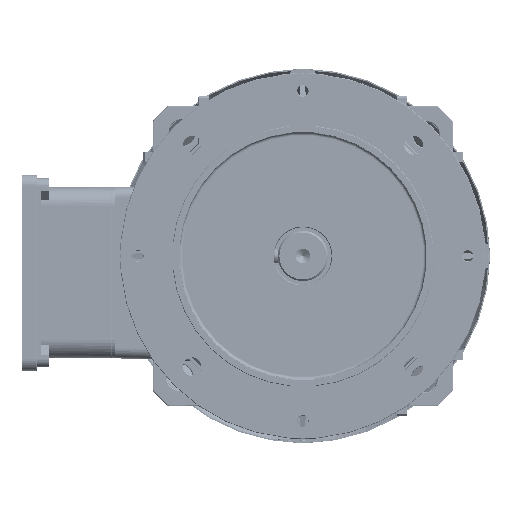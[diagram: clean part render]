
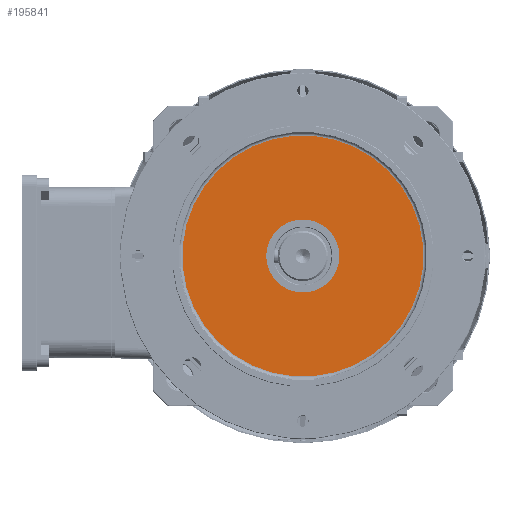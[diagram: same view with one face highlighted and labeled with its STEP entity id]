
A CAD part, left-side view. The second image highlights one B-rep face of the part: STEP entity #195841.
In plain terms, the highlighted face is planar.
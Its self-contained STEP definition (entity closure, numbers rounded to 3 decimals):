
#2934 = DIRECTION ( 'NONE',  ( 0., 0., -1. ) ) ;
#36039 = DIRECTION ( 'NONE',  ( 0., 0., -1. ) ) ;
#50695 = AXIS2_PLACEMENT_3D ( 'NONE', #204981, #75535, #36039 ) ;
#51603 = CARTESIAN_POINT ( 'NONE',  ( -13.5, 0., -115.5 ) ) ;
#53710 = EDGE_CURVE ( 'NONE', #69749, #67046, #177537, .T. ) ;
#54708 = DIRECTION ( 'NONE',  ( 1., 0., 0. ) ) ;
#64998 = FACE_OUTER_BOUND ( 'NONE', #77938, .T. ) ;
#65313 = EDGE_CURVE ( 'NONE', #67046, #69749, #157045, .T. ) ;
#67046 = VERTEX_POINT ( 'NONE', #51603 ) ;
#69314 = CARTESIAN_POINT ( 'NONE',  ( -13.5, 0., 0. ) ) ;
#69749 = VERTEX_POINT ( 'NONE', #120835 ) ;
#75535 = DIRECTION ( 'NONE',  ( 1., 0., 0. ) ) ;
#76365 = ORIENTED_EDGE ( 'NONE', *, *, #188367, .F. ) ;
#77056 = DIRECTION ( 'NONE',  ( 1., 0., 0. ) ) ;
#77938 = EDGE_LOOP ( 'NONE', ( #197528, #81703 ) ) ;
#81703 = ORIENTED_EDGE ( 'NONE', *, *, #53710, .T. ) ;
#92958 = CARTESIAN_POINT ( 'NONE',  ( -13.5, 0., 0. ) ) ;
#100422 = CARTESIAN_POINT ( 'NONE',  ( -13.5, 0., 0. ) ) ;
#102017 = FACE_BOUND ( 'NONE', #147999, .T. ) ;
#102245 = AXIS2_PLACEMENT_3D ( 'NONE', #69314, #218440, #124801 ) ;
#109705 = AXIS2_PLACEMENT_3D ( 'NONE', #92958, #54708, #168153 ) ;
#120835 = CARTESIAN_POINT ( 'NONE',  ( -13.5, 0., 115.5 ) ) ;
#124801 = DIRECTION ( 'NONE',  ( 0., 0., -1. ) ) ;
#133195 = CARTESIAN_POINT ( 'NONE',  ( -13.5, 0., 35. ) ) ;
#134309 = VERTEX_POINT ( 'NONE', #133195 ) ;
#136464 = CARTESIAN_POINT ( 'NONE',  ( -13.5, 0., -35. ) ) ;
#141420 = DIRECTION ( 'NONE',  ( 1., 0., 0. ) ) ;
#147999 = EDGE_LOOP ( 'NONE', ( #208579, #76365 ) ) ;
#152818 = AXIS2_PLACEMENT_3D ( 'NONE', #163524, #141420, #237511 ) ;
#157045 = CIRCLE ( 'NONE', #50695, 115.5 ) ;
#162300 = PLANE ( 'NONE',  #152818 ) ;
#163524 = CARTESIAN_POINT ( 'NONE',  ( -13.5, 115.5, 0. ) ) ;
#163946 = CIRCLE ( 'NONE', #234699, 35. ) ;
#168153 = DIRECTION ( 'NONE',  ( 0., 0., -1. ) ) ;
#177537 = CIRCLE ( 'NONE', #102245, 115.5 ) ;
#188367 = EDGE_CURVE ( 'NONE', #134309, #240702, #231640, .T. ) ;
#195841 = ADVANCED_FACE ( 'NONE', ( #64998, #102017 ), #162300, .T. ) ;
#197528 = ORIENTED_EDGE ( 'NONE', *, *, #65313, .T. ) ;
#204981 = CARTESIAN_POINT ( 'NONE',  ( -13.5, 0., 0. ) ) ;
#205986 = EDGE_CURVE ( 'NONE', #240702, #134309, #163946, .T. ) ;
#208579 = ORIENTED_EDGE ( 'NONE', *, *, #205986, .F. ) ;
#218440 = DIRECTION ( 'NONE',  ( 1., 0., 0. ) ) ;
#231640 = CIRCLE ( 'NONE', #109705, 35. ) ;
#234699 = AXIS2_PLACEMENT_3D ( 'NONE', #100422, #77056, #2934 ) ;
#237511 = DIRECTION ( 'NONE',  ( 0., 0., -1. ) ) ;
#240702 = VERTEX_POINT ( 'NONE', #136464 ) ;
